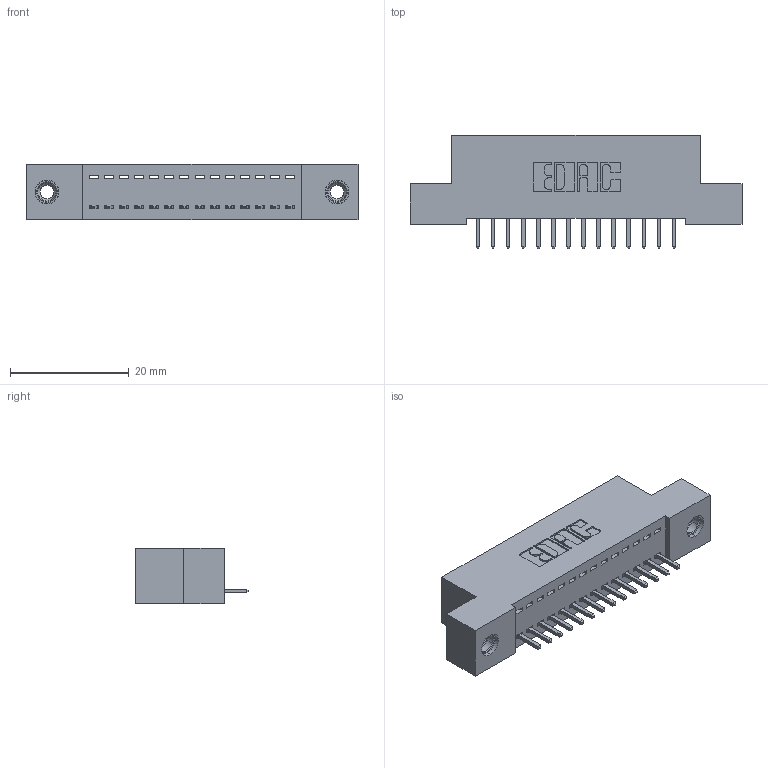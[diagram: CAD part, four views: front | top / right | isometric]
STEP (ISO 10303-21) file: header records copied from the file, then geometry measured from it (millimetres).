
FILE_DESCRIPTION (( 'STEP AP203' ), '1' );
FILE_NAME ('342-014-521-108.STEP', '2018-08-10T16:55:32', ( '' ), ( '' ), 'SwSTEP 2.0', 'SolidWorks 2016', '' );
FILE_SCHEMA (( 'CONFIG_CONTROL_DESIGN' ));
Length unit declared in the file: inch
Products named in the file (4): 342 Part_TI; 345-292-001_345-293-121; 345-250-001_345-250-003-102; 342-014-521-108
Assembly tree (17 placements, depth 2):
  342-014-521-108
    342 Part_TI
    345-292-001_345-293-121  x14
    345-250-001_345-250-003-102  x2
Bounding box: 55.88 x 19.06 x 9.4 mm (x, y, z)
Volume: 4750.9 mm3; surface area: 6318.6 mm2
Topology: 17 solids, 17 shells, 982 faces, 2899 edges, 1906 vertices
Faces by surface type: plane 686, cylinder 280, cone 12, torus 4
Entity records: 13252 total; most frequent: CARTESIAN_POINT 2271, ORIENTED_EDGE 2214, DIRECTION 2005, EDGE_CURVE 1107, VECTOR 959, LINE 959, VERTEX_POINT 732, AXIS2_PLACEMENT_3D 523
